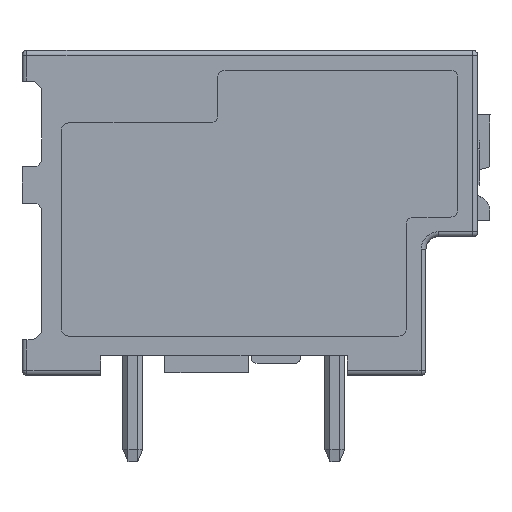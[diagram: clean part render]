
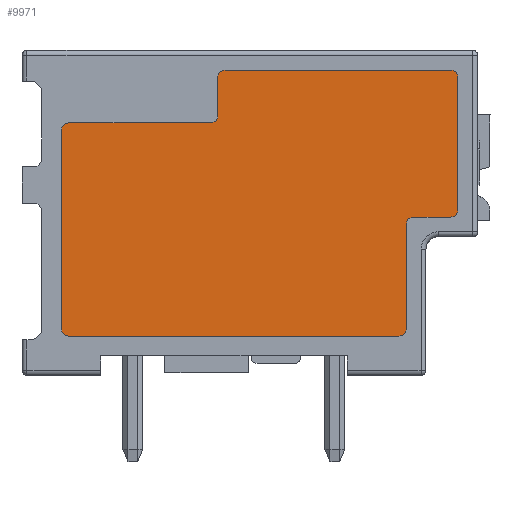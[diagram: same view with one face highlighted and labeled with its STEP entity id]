
A CAD part, left-side view. The second image highlights one B-rep face of the part: STEP entity #9971.
In plain terms, the highlighted planar face has unit normal (-1, 0, 0).
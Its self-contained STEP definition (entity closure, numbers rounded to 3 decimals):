
#86=AXIS2_PLACEMENT_3D('Circle Axis2P3D',#84,#85,$) ;
#191=AXIS2_PLACEMENT_3D('Circle Axis2P3D',#189,#190,$) ;
#273=AXIS2_PLACEMENT_3D('Circle Axis2P3D',#271,#272,$) ;
#9763=AXIS2_PLACEMENT_3D('Circle Axis2P3D',#9761,#9762,$) ;
#9813=AXIS2_PLACEMENT_3D('Circle Axis2P3D',#9811,#9812,$) ;
#9881=AXIS2_PLACEMENT_3D('Circle Axis2P3D',#9879,#9880,$) ;
#9899=AXIS2_PLACEMENT_3D('Circle Axis2P3D',#9897,#9898,$) ;
#9937=AXIS2_PLACEMENT_3D('Circle Axis2P3D',#9935,#9936,$) ;
#9951=AXIS2_PLACEMENT_3D('Plane Axis2P3D',#9948,#9949,#9950) ;
#40=CARTESIAN_POINT('Vertex',(0.8,10.75,15.9)) ;
#45=CARTESIAN_POINT('Line Origine',(0.8,6.175,15.9)) ;
#49=CARTESIAN_POINT('Vertex',(0.8,1.6,15.9)) ;
#84=CARTESIAN_POINT('Axis2P3D Location',(0.8,10.75,15.6)) ;
#88=CARTESIAN_POINT('Vertex',(0.8,11.05,15.6)) ;
#116=CARTESIAN_POINT('Line Origine',(0.8,11.05,14.825)) ;
#120=CARTESIAN_POINT('Vertex',(0.8,11.05,14.05)) ;
#148=CARTESIAN_POINT('Line Origine',(0.8,14.225,13.75)) ;
#152=CARTESIAN_POINT('Vertex',(0.8,11.35,13.75)) ;
#154=CARTESIAN_POINT('Vertex',(0.8,17.1,13.75)) ;
#189=CARTESIAN_POINT('Axis2P3D Location',(0.8,17.1,13.45)) ;
#193=CARTESIAN_POINT('Vertex',(0.8,17.4,13.45)) ;
#227=CARTESIAN_POINT('Vertex',(0.8,17.1,5.1)) ;
#241=CARTESIAN_POINT('Vertex',(0.8,3.7,5.1)) ;
#244=CARTESIAN_POINT('Line Origine',(0.8,10.4,5.1)) ;
#268=CARTESIAN_POINT('Vertex',(0.8,3.1,9.93)) ;
#271=CARTESIAN_POINT('Axis2P3D Location',(0.8,3.1,9.63)) ;
#275=CARTESIAN_POINT('Vertex',(0.8,3.4,9.63)) ;
#9761=CARTESIAN_POINT('Axis2P3D Location',(0.8,1.6,15.6)) ;
#9765=CARTESIAN_POINT('Vertex',(0.8,1.3,15.6)) ;
#9786=CARTESIAN_POINT('Line Origine',(0.8,1.3,12.915)) ;
#9790=CARTESIAN_POINT('Vertex',(0.8,1.3,10.23)) ;
#9811=CARTESIAN_POINT('Axis2P3D Location',(0.8,1.6,10.23)) ;
#9815=CARTESIAN_POINT('Vertex',(0.8,1.6,9.93)) ;
#9836=CARTESIAN_POINT('Line Origine',(0.8,2.35,9.93)) ;
#9854=CARTESIAN_POINT('Line Origine',(0.8,3.4,7.515)) ;
#9858=CARTESIAN_POINT('Vertex',(0.8,3.4,5.4)) ;
#9879=CARTESIAN_POINT('Axis2P3D Location',(0.8,3.7,5.4)) ;
#9897=CARTESIAN_POINT('Axis2P3D Location',(0.8,17.1,5.4)) ;
#9901=CARTESIAN_POINT('Vertex',(0.8,17.4,5.4)) ;
#9917=CARTESIAN_POINT('Line Origine',(0.8,17.4,9.425)) ;
#9935=CARTESIAN_POINT('Axis2P3D Location',(0.8,11.35,14.05)) ;
#9948=CARTESIAN_POINT('Axis2P3D Location',(0.8,28.95,24.83)) ;
#46=DIRECTION('Vector Direction',(0.,1.,0.)) ;
#85=DIRECTION('Axis2P3D Direction',(-1.,0.,0.)) ;
#117=DIRECTION('Vector Direction',(0.,0.,-1.)) ;
#149=DIRECTION('Vector Direction',(0.,1.,0.)) ;
#190=DIRECTION('Axis2P3D Direction',(-1.,0.,0.)) ;
#245=DIRECTION('Vector Direction',(0.,-1.,0.)) ;
#272=DIRECTION('Axis2P3D Direction',(1.,0.,-0.)) ;
#9762=DIRECTION('Axis2P3D Direction',(1.,0.,-0.)) ;
#9787=DIRECTION('Vector Direction',(0.,0.,-1.)) ;
#9812=DIRECTION('Axis2P3D Direction',(1.,0.,0.)) ;
#9837=DIRECTION('Vector Direction',(0.,1.,0.)) ;
#9855=DIRECTION('Vector Direction',(0.,0.,-1.)) ;
#9880=DIRECTION('Axis2P3D Direction',(1.,0.,0.)) ;
#9898=DIRECTION('Axis2P3D Direction',(1.,-0.,0.)) ;
#9918=DIRECTION('Vector Direction',(0.,0.,1.)) ;
#9936=DIRECTION('Axis2P3D Direction',(-1.,0.,0.)) ;
#9949=DIRECTION('Axis2P3D Direction',(-1.,-0.,-0.)) ;
#9950=DIRECTION('Axis2P3D XDirection',(0.,0.,-1.)) ;
#47=VECTOR('Line Direction',#46,1.) ;
#118=VECTOR('Line Direction',#117,1.) ;
#150=VECTOR('Line Direction',#149,1.) ;
#246=VECTOR('Line Direction',#245,1.) ;
#9788=VECTOR('Line Direction',#9787,1.) ;
#9838=VECTOR('Line Direction',#9837,1.) ;
#9856=VECTOR('Line Direction',#9855,1.) ;
#9919=VECTOR('Line Direction',#9918,1.) ;
#9954=ORIENTED_EDGE('',*,*,#51,.T.) ;
#9955=ORIENTED_EDGE('',*,*,#90,.T.) ;
#9956=ORIENTED_EDGE('',*,*,#122,.T.) ;
#9957=ORIENTED_EDGE('',*,*,#9939,.F.) ;
#9958=ORIENTED_EDGE('',*,*,#156,.T.) ;
#9959=ORIENTED_EDGE('',*,*,#195,.T.) ;
#9960=ORIENTED_EDGE('',*,*,#9921,.F.) ;
#9961=ORIENTED_EDGE('',*,*,#9903,.F.) ;
#9962=ORIENTED_EDGE('',*,*,#248,.T.) ;
#9963=ORIENTED_EDGE('',*,*,#9883,.F.) ;
#9964=ORIENTED_EDGE('',*,*,#9860,.F.) ;
#9965=ORIENTED_EDGE('',*,*,#277,.T.) ;
#9966=ORIENTED_EDGE('',*,*,#9840,.F.) ;
#9967=ORIENTED_EDGE('',*,*,#9817,.F.) ;
#9968=ORIENTED_EDGE('',*,*,#9792,.F.) ;
#9969=ORIENTED_EDGE('',*,*,#9767,.F.) ;
#9971=ADVANCED_FACE('model',(#9970),#9952,.T.) ;
#87=CIRCLE('generated circle',#86,0.3) ;
#192=CIRCLE('generated circle',#191,0.3) ;
#274=CIRCLE('generated circle',#273,0.3) ;
#9764=CIRCLE('generated circle',#9763,0.3) ;
#9814=CIRCLE('generated circle',#9813,0.3) ;
#9882=CIRCLE('generated circle',#9881,0.3) ;
#9900=CIRCLE('generated circle',#9899,0.3) ;
#9938=CIRCLE('generated circle',#9937,0.3) ;
#51=EDGE_CURVE('',#50,#41,#48,.T.) ;
#90=EDGE_CURVE('',#41,#89,#87,.T.) ;
#122=EDGE_CURVE('',#89,#121,#119,.T.) ;
#156=EDGE_CURVE('',#153,#155,#151,.T.) ;
#195=EDGE_CURVE('',#155,#194,#192,.T.) ;
#248=EDGE_CURVE('',#228,#242,#247,.T.) ;
#277=EDGE_CURVE('',#276,#269,#274,.T.) ;
#9767=EDGE_CURVE('',#50,#9766,#9764,.T.) ;
#9792=EDGE_CURVE('',#9766,#9791,#9789,.T.) ;
#9817=EDGE_CURVE('',#9791,#9816,#9814,.T.) ;
#9840=EDGE_CURVE('',#9816,#269,#9839,.T.) ;
#9860=EDGE_CURVE('',#276,#9859,#9857,.T.) ;
#9883=EDGE_CURVE('',#9859,#242,#9882,.T.) ;
#9903=EDGE_CURVE('',#228,#9902,#9900,.T.) ;
#9921=EDGE_CURVE('',#9902,#194,#9920,.T.) ;
#9939=EDGE_CURVE('',#153,#121,#9938,.T.) ;
#9953=EDGE_LOOP('',(#9954,#9955,#9956,#9957,#9958,#9959,#9960,#9961,#9962,#9963,#9964,#9965,#9966,#9967,#9968,#9969)) ;
#9970=FACE_OUTER_BOUND('',#9953,.T.) ;
#48=LINE('Line',#45,#47) ;
#119=LINE('Line',#116,#118) ;
#151=LINE('Line',#148,#150) ;
#247=LINE('Line',#244,#246) ;
#9789=LINE('Line',#9786,#9788) ;
#9839=LINE('Line',#9836,#9838) ;
#9857=LINE('Line',#9854,#9856) ;
#9920=LINE('Line',#9917,#9919) ;
#9952=PLANE('',#9951) ;
#41=VERTEX_POINT('',#40) ;
#50=VERTEX_POINT('',#49) ;
#89=VERTEX_POINT('',#88) ;
#121=VERTEX_POINT('',#120) ;
#153=VERTEX_POINT('',#152) ;
#155=VERTEX_POINT('',#154) ;
#194=VERTEX_POINT('',#193) ;
#228=VERTEX_POINT('',#227) ;
#242=VERTEX_POINT('',#241) ;
#269=VERTEX_POINT('',#268) ;
#276=VERTEX_POINT('',#275) ;
#9766=VERTEX_POINT('',#9765) ;
#9791=VERTEX_POINT('',#9790) ;
#9816=VERTEX_POINT('',#9815) ;
#9859=VERTEX_POINT('',#9858) ;
#9902=VERTEX_POINT('',#9901) ;
